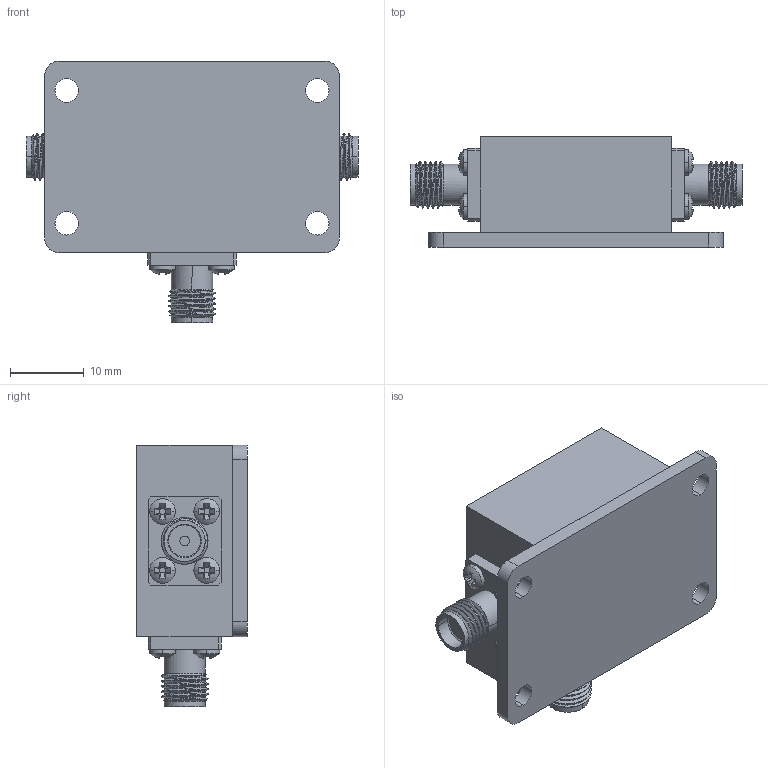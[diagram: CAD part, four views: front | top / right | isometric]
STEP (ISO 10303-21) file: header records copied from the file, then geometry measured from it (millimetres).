
FILE_DESCRIPTION (( 'STEP AP214' ), '1' );
FILE_NAME ('FMDV1204_3D.step', '2023-04-01T06:10:31', ( '' ), ( '' ), 'SwSTEP 2.0', 'SolidWorks 2022', '' );
FILE_SCHEMA (( 'AUTOMOTIVE_DESIGN' ));
Length unit declared in the file: millimetre
Products named in the file (4): FMDV1204_3D; Copy of PE20DV1204_SMA FEM CONN METRIC 4-HOLE FLANGE^FMDV1204; Copy of SCR,M2X4,PH,XREC^FMDV1204; Copy of POWER DIVIDER ENCLOSURE^FMDV1204
Assembly tree (16 placements, depth 2):
  FMDV1204_3D
    Copy of POWER DIVIDER ENCLOSURE^FMDV1204
    Copy of PE20DV1204_SMA FEM CONN METRIC 4-HOLE FLANGE^FMDV1204  x3
    Copy of SCR,M2X4,PH,XREC^FMDV1204  x12
Bounding box: 45.05 x 15 x 35.52 mm (x, y, z)
Volume: 12038 mm3; surface area: 7458.1 mm2
Topology: 17 solids, 17 shells, 495 faces, 1278 edges, 841 vertices
Faces by surface type: plane 234, cylinder 198, cone 30, sphere 24, bspline 9
Entity records: 4588 total; most frequent: CARTESIAN_POINT 1798, DIRECTION 551, ORIENTED_EDGE 536, EDGE_CURVE 268, AXIS2_PLACEMENT_3D 215, VERTEX_POINT 175, EDGE_LOOP 129, VECTOR 121
